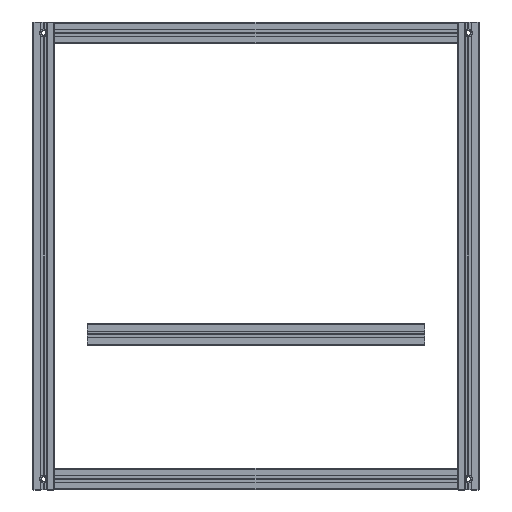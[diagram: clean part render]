
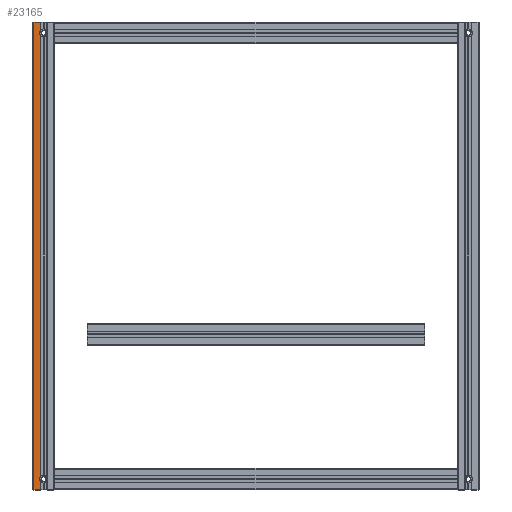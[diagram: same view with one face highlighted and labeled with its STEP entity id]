
A CAD part, front view. The second image highlights one B-rep face of the part: STEP entity #23165.
In plain terms, the highlighted planar face has unit normal (0, -1, 0).
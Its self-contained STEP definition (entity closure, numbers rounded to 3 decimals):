
#813=PLANE('',#24671);
#1837=FACE_OUTER_BOUND('',#3017,.T.);
#3017=EDGE_LOOP('',(#17710,#17711,#17712,#17713,#17714,#17715,#17716,#17717));
#4576=LINE('',#34167,#7305);
#4581=LINE('',#34285,#7310);
#4588=LINE('',#34323,#7317);
#4811=LINE('',#34913,#7540);
#4812=LINE('',#34915,#7541);
#4813=LINE('',#34916,#7542);
#7305=VECTOR('',#27428,1000.);
#7310=VECTOR('',#27443,1000.);
#7317=VECTOR('',#27480,1000.);
#7540=VECTOR('',#28021,1000.);
#7541=VECTOR('',#28022,1000.);
#7542=VECTOR('',#28023,1000.);
#9391=CIRCLE('',#24483,3.675);
#9407=CIRCLE('',#24517,3.675);
#10295=VERTEX_POINT('',#34034);
#10296=VERTEX_POINT('',#34035);
#10320=VERTEX_POINT('',#34166);
#10337=VERTEX_POINT('',#34283);
#10338=VERTEX_POINT('',#34284);
#10354=VERTEX_POINT('',#34321);
#10562=VERTEX_POINT('',#34912);
#10563=VERTEX_POINT('',#34914);
#12877=EDGE_CURVE('',#10295,#10296,#9391,.T.);
#12903=EDGE_CURVE('',#10295,#10320,#4576,.T.);
#12923=EDGE_CURVE('',#10337,#10338,#4581,.T.);
#12943=EDGE_CURVE('',#10354,#10338,#4588,.T.);
#12999=EDGE_CURVE('',#10337,#10320,#9407,.T.);
#13255=EDGE_CURVE('',#10562,#10296,#4811,.T.);
#13256=EDGE_CURVE('',#10563,#10354,#4812,.T.);
#13257=EDGE_CURVE('',#10563,#10562,#4813,.T.);
#17710=ORIENTED_EDGE('',*,*,#13255,.T.);
#17711=ORIENTED_EDGE('',*,*,#12877,.F.);
#17712=ORIENTED_EDGE('',*,*,#12903,.T.);
#17713=ORIENTED_EDGE('',*,*,#12999,.F.);
#17714=ORIENTED_EDGE('',*,*,#12923,.T.);
#17715=ORIENTED_EDGE('',*,*,#12943,.F.);
#17716=ORIENTED_EDGE('',*,*,#13256,.F.);
#17717=ORIENTED_EDGE('',*,*,#13257,.T.);
#23165=ADVANCED_FACE('',(#1837),#813,.T.);
#24483=AXIS2_PLACEMENT_3D('',#34036,#27401,#27402);
#24517=AXIS2_PLACEMENT_3D('',#34434,#27541,#27542);
#24671=AXIS2_PLACEMENT_3D('',#34911,#28019,#28020);
#27401=DIRECTION('center_axis',(0.,-1.,0.));
#27402=DIRECTION('ref_axis',(0.,0.,
-1.));
#27428=DIRECTION('',(0.,0.,1.));
#27443=DIRECTION('',(0.,0.,1.));
#27480=DIRECTION('',(1.,0.,0.));
#27541=DIRECTION('center_axis',(0.,-1.,0.));
#27542=DIRECTION('ref_axis',(0.,0.,
-1.));
#28019=DIRECTION('center_axis',(0.,-1.,0.));
#28020=DIRECTION('ref_axis',(0.,0.,
-1.));
#28021=DIRECTION('',(0.,0.,1.));
#28022=DIRECTION('',(0.,0.,1.));
#28023=DIRECTION('',(1.,0.,0.));
#34034=CARTESIAN_POINT('',(-71.,-183.,-45.973));
#34035=CARTESIAN_POINT('',(-71.,-183.,-50.219));
#34036=CARTESIAN_POINT('Origin',(-68.,-183.,-48.096));
#34166=CARTESIAN_POINT('',(-71.,-183.,359.781));
#34167=CARTESIAN_POINT('',(-71.,-183.,-58.096));
#34283=CARTESIAN_POINT('',(-71.,-183.,364.027));
#34284=CARTESIAN_POINT('',(-71.,-183.,371.904));
#34285=CARTESIAN_POINT('',(-71.,-183.,-58.096));
#34321=CARTESIAN_POINT('',(-77.,-183.,371.904));
#34323=CARTESIAN_POINT('',(-77.,-183.,371.904));
#34434=CARTESIAN_POINT('Origin',(-68.,-183.,361.904));
#34911=CARTESIAN_POINT('Origin',(-77.,-183.,-58.096));
#34912=CARTESIAN_POINT('',(-71.,-183.,-58.096));
#34913=CARTESIAN_POINT('',(-71.,-183.,-58.096));
#34914=CARTESIAN_POINT('',(-77.,-183.,-58.096));
#34915=CARTESIAN_POINT('',(-77.,-183.,-58.096));
#34916=CARTESIAN_POINT('',(-77.,-183.,-58.096));
